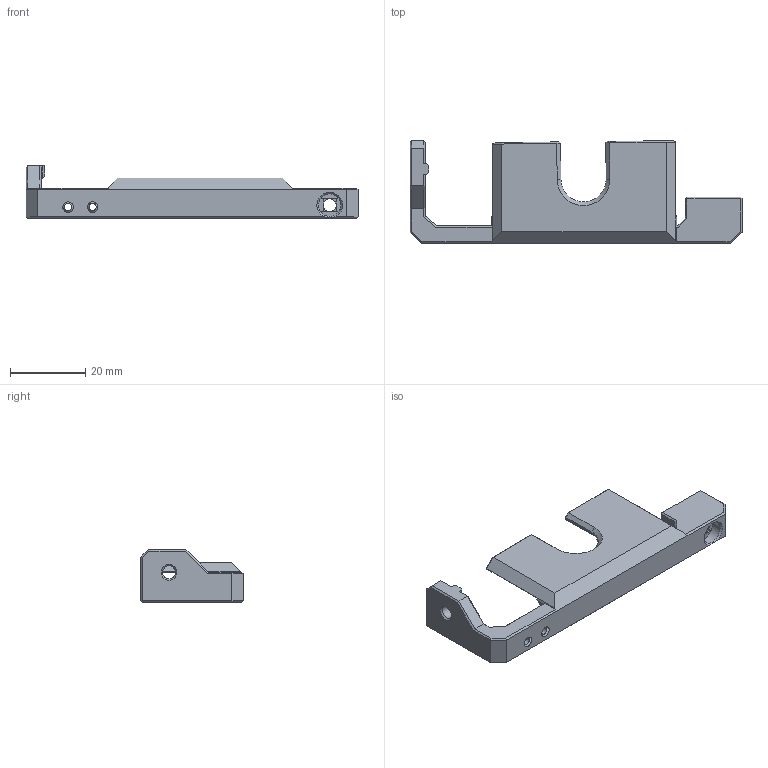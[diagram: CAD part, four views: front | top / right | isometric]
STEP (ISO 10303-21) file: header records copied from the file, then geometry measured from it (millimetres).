
FILE_DESCRIPTION(/* description */ (''),/* implementation_level */ '2;1');
FILE_NAME(/* name */ 'Z_Cover.step',/* time_stamp */ '2023-02-19T11:09:02Z',/* author */ (''),/* organization */ (''),/* preprocessor_version */ 'ST-DEVELOPER v19.2',/* originating_system */ 'Autodesk Translation Framework v11.17.0.187',/* authorisation */ '');
FILE_SCHEMA (('AUTOMOTIVE_DESIGN { 1 0 10303 214 3 1 1 }'));
Length unit declared in the file: millimetre
Products named in the file (1): Z_Cover
Bounding box: 88 x 27.2 x 14 mm (x, y, z)
Volume: 7855.6 mm3; surface area: 5421.4 mm2
Topology: 1 solids, 1 shells, 127 faces, 329 edges, 203 vertices
Faces by surface type: plane 112, cone 9, cylinder 6
Full cylindrical faces by diameter (mm): 1.9 x2, 3.4 x2, 6 x1
Entity records: 3822 total; most frequent: CARTESIAN_POINT 668, ORIENTED_EDGE 658, DIRECTION 616, EDGE_CURVE 329, LINE 292, VECTOR 292, VERTEX_POINT 203, AXIS2_PLACEMENT_3D 162
